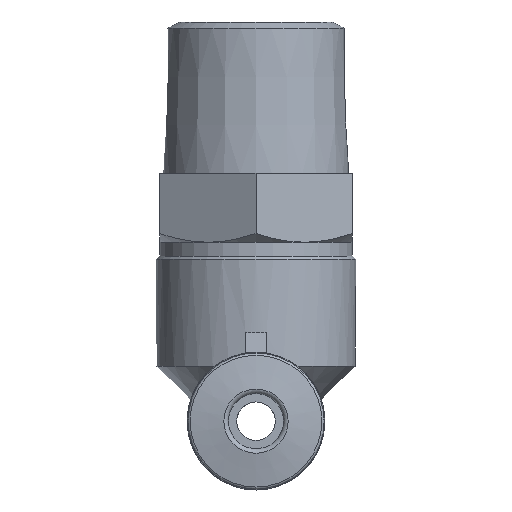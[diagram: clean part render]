
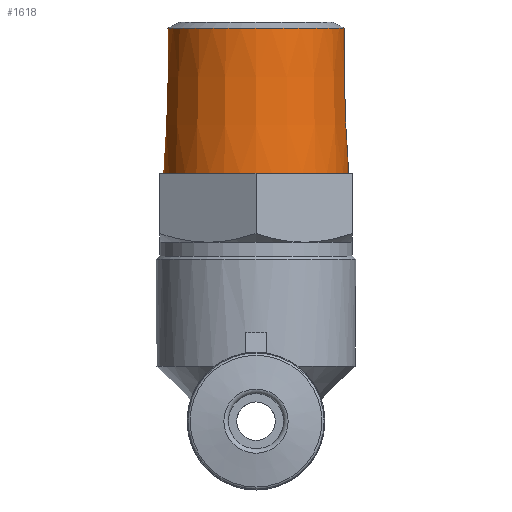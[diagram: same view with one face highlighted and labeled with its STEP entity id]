
A CAD part, left-side view. The second image highlights one B-rep face of the part: STEP entity #1618.
In plain terms, the highlighted conical face has half-angle 1.788 degrees and reference radius 6.405 mm.
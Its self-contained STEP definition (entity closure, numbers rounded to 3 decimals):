
#170=CONICAL_SURFACE('',#1764,6.405,0.031);
#424=ORIENTED_EDGE('',*,*,#555,.F.);
#425=ORIENTED_EDGE('',*,*,#570,.T.);
#555=EDGE_CURVE('',#664,#664,#727,.T.);
#570=EDGE_CURVE('',#671,#671,#730,.T.);
#664=VERTEX_POINT('',#2451);
#671=VERTEX_POINT('',#2485);
#727=CIRCLE('',#1748,6.735);
#730=CIRCLE('',#1763,6.405);
#842=EDGE_LOOP('',(#424));
#843=EDGE_LOOP('',(#425));
#968=FACE_BOUND('',#842,.T.);
#969=FACE_BOUND('',#843,.T.);
#1618=ADVANCED_FACE('',(#968,#969),#170,.T.);
#1748=AXIS2_PLACEMENT_3D('',#2450,#2036,#2037);
#1763=AXIS2_PLACEMENT_3D('',#2484,#2078,#2079);
#1764=AXIS2_PLACEMENT_3D('',#2486,#2080,#2081);
#2036=DIRECTION('',(0.,0.,-1.));
#2037=DIRECTION('',(-1.,0.,0.));
#2078=DIRECTION('',(0.,0.,-1.));
#2079=DIRECTION('',(-1.,0.,0.));
#2080=DIRECTION('',(0.,0.,-1.));
#2081=DIRECTION('',(-1.,0.,0.));
#2450=CARTESIAN_POINT('',(0.,0.,18.));
#2451=CARTESIAN_POINT('',(-6.735,0.,18.));
#2484=CARTESIAN_POINT('',(0.,0.,28.547));
#2485=CARTESIAN_POINT('',(-6.405,0.,28.547));
#2486=CARTESIAN_POINT('',(0.,0.,28.547));
